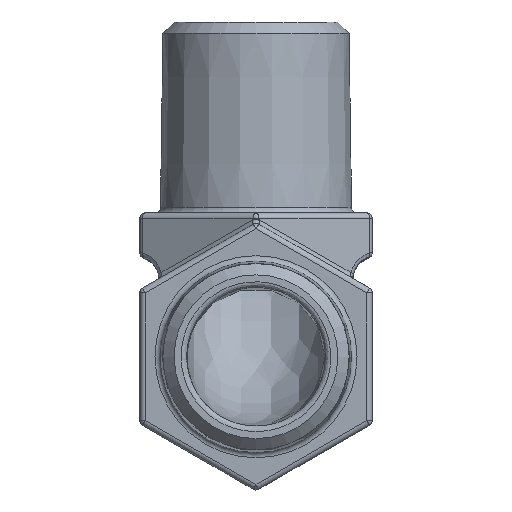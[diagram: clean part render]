
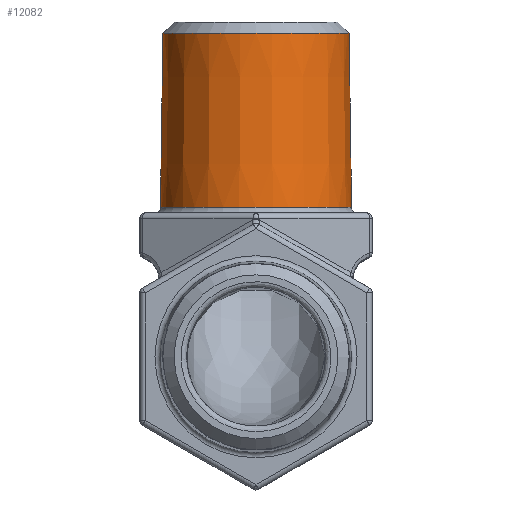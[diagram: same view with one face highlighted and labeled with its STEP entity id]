
A CAD part, front view. The second image highlights one B-rep face of the part: STEP entity #12082.
In plain terms, the highlighted conical face has half-angle 0.797 degrees and reference radius 13.716 mm.
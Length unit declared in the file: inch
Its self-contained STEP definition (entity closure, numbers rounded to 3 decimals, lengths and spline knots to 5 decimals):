
#57=CIRCLE('',#12602,0.52587);
#58=CIRCLE('',#12603,0.52587);
#60=CIRCLE('',#12607,0.53957);
#61=CIRCLE('',#12608,0.53957);
#173=CONICAL_SURFACE('',#12606,0.54,0.014);
#1368=LINE('',#21549,#2514);
#2514=VECTOR('',#14662,0.54);
#3513=FACE_OUTER_BOUND('',#4244,.T.);
#4244=EDGE_LOOP('',(#10778,#10779,#10780,#10781,#10782,#10783));
#5902=VERTEX_POINT('',#21521);
#5903=VERTEX_POINT('',#21522);
#5906=VERTEX_POINT('',#21548);
#5907=VERTEX_POINT('',#21550);
#7547=EDGE_CURVE('',#5902,#5903,#57,.T.);
#7548=EDGE_CURVE('',#5903,#5902,#58,.T.);
#7552=EDGE_CURVE('',#5903,#5906,#1368,.T.);
#7553=EDGE_CURVE('',#5907,#5906,#60,.T.);
#7554=EDGE_CURVE('',#5906,#5907,#61,.T.);
#10778=ORIENTED_EDGE('',*,*,#7547,.F.);
#10779=ORIENTED_EDGE('',*,*,#7548,.F.);
#10780=ORIENTED_EDGE('',*,*,#7552,.T.);
#10781=ORIENTED_EDGE('',*,*,#7553,.F.);
#10782=ORIENTED_EDGE('',*,*,#7554,.F.);
#10783=ORIENTED_EDGE('',*,*,#7552,.F.);
#12082=ADVANCED_FACE('',(#3513),#173,.T.);
#12602=AXIS2_PLACEMENT_3D('',#21523,#14651,#14652);
#12603=AXIS2_PLACEMENT_3D('',#21524,#14653,#14654);
#12606=AXIS2_PLACEMENT_3D('',#21547,#14660,#14661);
#12607=AXIS2_PLACEMENT_3D('',#21551,#14663,#14664);
#12608=AXIS2_PLACEMENT_3D('',#21552,#14665,#14666);
#14651=DIRECTION('center_axis',(0.,0.,1.));
#14652=DIRECTION('ref_axis',(1.,0.,0.));
#14653=DIRECTION('center_axis',(0.,0.,1.));
#14654=DIRECTION('ref_axis',(1.,0.,0.));
#14660=DIRECTION('center_axis',(0.,0.,
-1.));
#14661=DIRECTION('ref_axis',(-1.,0.,0.));
#14662=DIRECTION('',(0.014,0.,-1.));
#14663=DIRECTION('center_axis',(0.,0.,-1.));
#14664=DIRECTION('ref_axis',(1.,0.,0.));
#14665=DIRECTION('center_axis',(0.,0.,-1.));
#14666=DIRECTION('ref_axis',(1.,0.,0.));
#21521=CARTESIAN_POINT('',(-0.52587,0.,1.82813));
#21522=CARTESIAN_POINT('',(0.52587,0.,1.82813));
#21523=CARTESIAN_POINT('Origin',(0.,0.,1.82813));
#21524=CARTESIAN_POINT('Origin',(0.,0.,1.82813));
#21547=CARTESIAN_POINT('Origin',(0.,0.,
0.8125));
#21548=CARTESIAN_POINT('',(0.53957,0.,0.84332));
#21549=CARTESIAN_POINT('',(0.54,0.,0.8125));
#21550=CARTESIAN_POINT('',(-0.53957,0.,0.84332));
#21551=CARTESIAN_POINT('Origin',(0.,0.,0.84332));
#21552=CARTESIAN_POINT('Origin',(0.,0.,0.84332));
